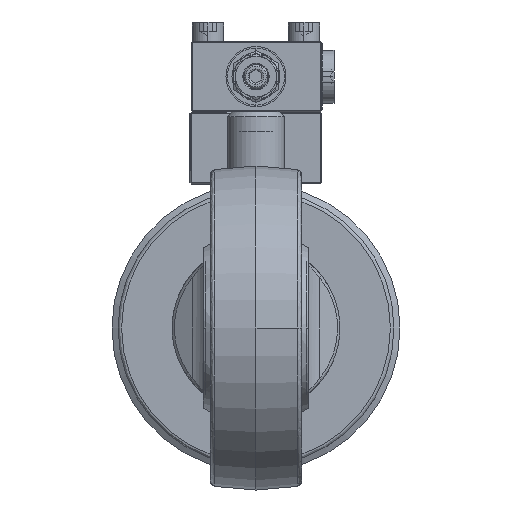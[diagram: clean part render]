
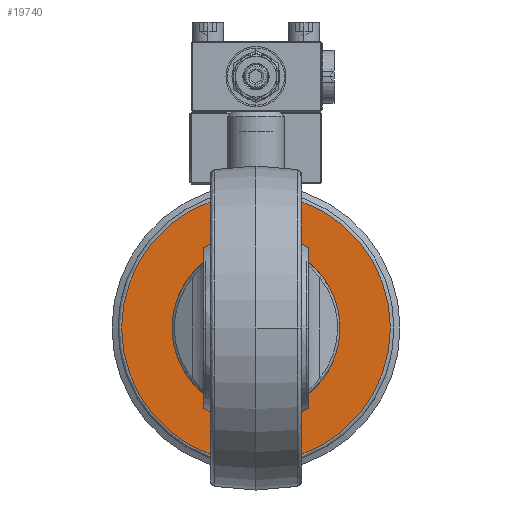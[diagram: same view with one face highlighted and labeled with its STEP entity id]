
A CAD part, left-side view. The second image highlights one B-rep face of the part: STEP entity #19740.
In plain terms, the highlighted planar face has unit normal (-1, 0, 0).
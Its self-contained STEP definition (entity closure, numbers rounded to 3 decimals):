
#296 = DIRECTION ( 'NONE',  ( 0., 0., -1. ) ) ;
#628 = CIRCLE ( 'NONE', #9374, 3. ) ;
#1169 = DIRECTION ( 'NONE',  ( 0., 0., 1. ) ) ;
#1396 = CIRCLE ( 'NONE', #7587, 3. ) ;
#2005 = ORIENTED_EDGE ( 'NONE', *, *, #8547, .T. ) ;
#2224 = DIRECTION ( 'NONE',  ( 1., 0., 0. ) ) ;
#2450 = AXIS2_PLACEMENT_3D ( 'NONE', #13537, #23336, #1169 ) ;
#4807 = EDGE_LOOP ( 'NONE', ( #21466, #15753 ) ) ;
#6733 = AXIS2_PLACEMENT_3D ( 'NONE', #18825, #18514, #13697 ) ;
#7295 = VERTEX_POINT ( 'NONE', #15700 ) ;
#7547 = CARTESIAN_POINT ( 'NONE',  ( -13., 0., 0. ) ) ;
#7587 = AXIS2_PLACEMENT_3D ( 'NONE', #14366, #9550, #19317 ) ;
#8547 = EDGE_CURVE ( 'NONE', #7295, #18800, #21499, .T. ) ;
#9374 = AXIS2_PLACEMENT_3D ( 'NONE', #7547, #2224, #296 ) ;
#9550 = DIRECTION ( 'NONE',  ( 1., 0., 0. ) ) ;
#10124 = CARTESIAN_POINT ( 'NONE',  ( -13., 0., 3. ) ) ;
#10539 = EDGE_CURVE ( 'NONE', #18800, #7295, #18010, .T. ) ;
#11604 = FACE_OUTER_BOUND ( 'NONE', #29651, .T. ) ;
#12290 = AXIS2_PLACEMENT_3D ( 'NONE', #25578, #21051, #25737 ) ;
#13537 = CARTESIAN_POINT ( 'NONE',  ( -13., 0., 56. ) ) ;
#13697 = DIRECTION ( 'NONE',  ( 0., 0., 1. ) ) ;
#14366 = CARTESIAN_POINT ( 'NONE',  ( -13., 0., 0. ) ) ;
#15700 = CARTESIAN_POINT ( 'NONE',  ( -13., 0., 56. ) ) ;
#15753 = ORIENTED_EDGE ( 'NONE', *, *, #24934, .T. ) ;
#16429 = PLANE ( 'NONE',  #2450 ) ;
#17359 = CARTESIAN_POINT ( 'NONE',  ( -13., 0., -3. ) ) ;
#18010 = CIRCLE ( 'NONE', #6733, 56. ) ;
#18514 = DIRECTION ( 'NONE',  ( -1., 0., 0. ) ) ;
#18566 = EDGE_CURVE ( 'NONE', #31034, #21245, #1396, .T. ) ;
#18800 = VERTEX_POINT ( 'NONE', #25576 ) ;
#18825 = CARTESIAN_POINT ( 'NONE',  ( -13., 0., 0. ) ) ;
#19000 = ORIENTED_EDGE ( 'NONE', *, *, #10539, .T. ) ;
#19317 = DIRECTION ( 'NONE',  ( 0., 0., -1. ) ) ;
#19740 = ADVANCED_FACE ( 'NONE', ( #11604, #30536 ), #16429, .T. ) ;
#21051 = DIRECTION ( 'NONE',  ( -1., 0., 0. ) ) ;
#21245 = VERTEX_POINT ( 'NONE', #10124 ) ;
#21466 = ORIENTED_EDGE ( 'NONE', *, *, #18566, .T. ) ;
#21499 = CIRCLE ( 'NONE', #12290, 56. ) ;
#23336 = DIRECTION ( 'NONE',  ( -1., 0., 0. ) ) ;
#24934 = EDGE_CURVE ( 'NONE', #21245, #31034, #628, .T. ) ;
#25576 = CARTESIAN_POINT ( 'NONE',  ( -13., 0., -56. ) ) ;
#25578 = CARTESIAN_POINT ( 'NONE',  ( -13., 0., 0. ) ) ;
#25737 = DIRECTION ( 'NONE',  ( 0., 0., 1. ) ) ;
#29651 = EDGE_LOOP ( 'NONE', ( #2005, #19000 ) ) ;
#30536 = FACE_BOUND ( 'NONE', #4807, .T. ) ;
#31034 = VERTEX_POINT ( 'NONE', #17359 ) ;
